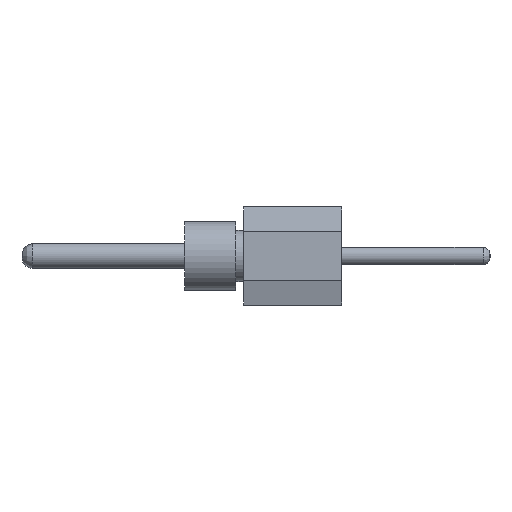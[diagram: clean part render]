
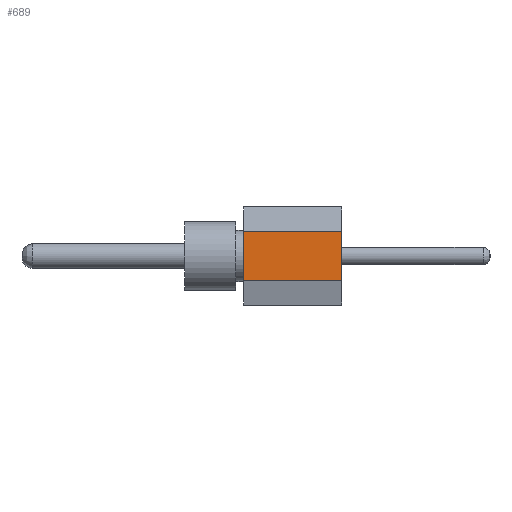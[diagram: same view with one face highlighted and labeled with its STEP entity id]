
A CAD part, left-side view. The second image highlights one B-rep face of the part: STEP entity #689.
In plain terms, the highlighted planar face has unit normal (-1, 0, 0).
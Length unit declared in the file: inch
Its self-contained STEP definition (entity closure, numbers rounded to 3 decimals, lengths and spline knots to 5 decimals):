
#689 = ADVANCED_FACE( '', ( #1375 ), #1376, .F. );
#1375 = FACE_OUTER_BOUND( '', #2163, .T. );
#1376 = PLANE( '', #2164 );
#2163 = EDGE_LOOP( '', ( #3465, #3466, #3467, #3468 ) );
#2164 = AXIS2_PLACEMENT_3D( '', #3469, #3470, #3471 );
#3465 = ORIENTED_EDGE( '', *, *, #4636, .T. );
#3466 = ORIENTED_EDGE( '', *, *, #4619, .F. );
#3467 = ORIENTED_EDGE( '', *, *, #4485, .F. );
#3468 = ORIENTED_EDGE( '', *, *, #4391, .T. );
#3469 = CARTESIAN_POINT( '', ( 0., 0.1, -0.025 ) );
#3470 = DIRECTION( '', ( 1., 0., 0. ) );
#3471 = DIRECTION( '', ( 0., 0., -1. ) );
#4391 = EDGE_CURVE( '', #5232, #5230, #5233, .T. );
#4485 = EDGE_CURVE( '', #5232, #5386, #5387, .T. );
#4619 = EDGE_CURVE( '', #5386, #5578, #5580, .T. );
#4636 = EDGE_CURVE( '', #5230, #5578, #5602, .T. );
#5230 = VERTEX_POINT( '', #6370 );
#5232 = VERTEX_POINT( '', #6373 );
#5233 = LINE( '', #6374, #6375 );
#5386 = VERTEX_POINT( '', #6595 );
#5387 = LINE( '', #6596, #6597 );
#5578 = VERTEX_POINT( '', #6869 );
#5580 = LINE( '', #6872, #6873 );
#5602 = LINE( '', #6897, #6898 );
#6370 = CARTESIAN_POINT( '', ( 0., 0., -0.025 ) );
#6373 = CARTESIAN_POINT( '', ( 0., 0.1, -0.025 ) );
#6374 = CARTESIAN_POINT( '', ( 0., 0.1, -0.025 ) );
#6375 = VECTOR( '', #7432, 39.37008 );
#6595 = CARTESIAN_POINT( '', ( 0., 0.1, 0.025 ) );
#6596 = CARTESIAN_POINT( '', ( 0., 0.1, -0.025 ) );
#6597 = VECTOR( '', #7542, 39.37008 );
#6869 = CARTESIAN_POINT( '', ( 0., 0., 0.025 ) );
#6872 = CARTESIAN_POINT( '', ( 0., 0.1, 0.025 ) );
#6873 = VECTOR( '', #7667, 39.37008 );
#6897 = CARTESIAN_POINT( '', ( 0., 0., -0.025 ) );
#6898 = VECTOR( '', #7685, 39.37008 );
#7432 = DIRECTION( '', ( 0., -1., 0. ) );
#7542 = DIRECTION( '', ( 0., 0., 1. ) );
#7667 = DIRECTION( '', ( 0., -1., 0. ) );
#7685 = DIRECTION( '', ( 0., 0., 1. ) );
